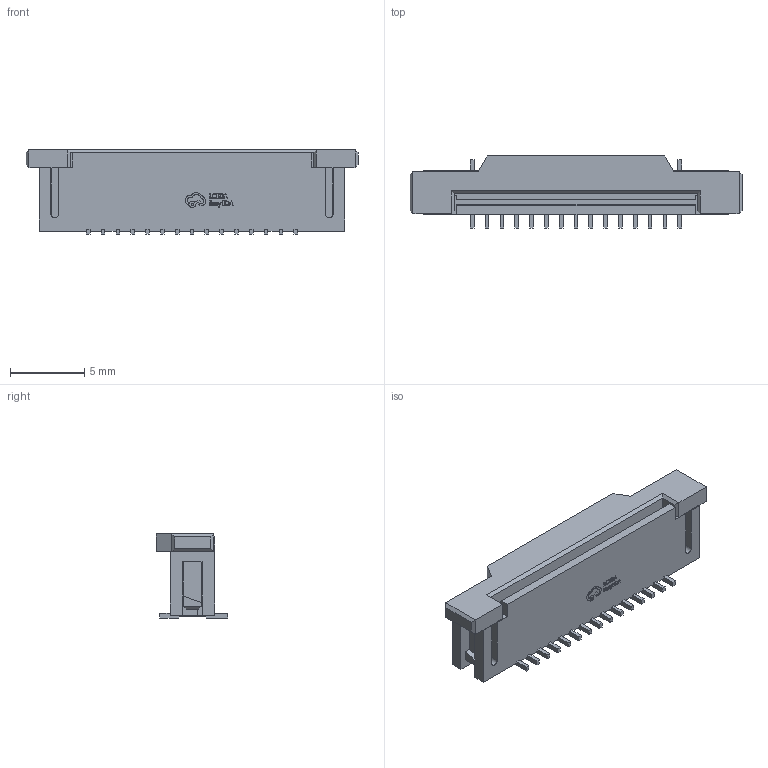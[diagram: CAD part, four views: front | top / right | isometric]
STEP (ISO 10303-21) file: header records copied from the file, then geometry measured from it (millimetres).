
FILE_DESCRIPTION(('FreeCAD Model'),'2;1');
FILE_NAME('Open CASCADE Shape Model','2024-04-13T16:45:46',(''),(''), 'Open CASCADE STEP processor 7.6','FreeCAD','Unknown');
FILE_SCHEMA(('AUTOMOTIVE_DESIGN { 1 0 10303 214 1 1 1 1 }'));
Length unit declared in the file: millimetre
Products named in the file (17): Y1; CONN-SMD_1-1734248-006; COMPOUND030; COMPOUND016; COMPOUND017; COMPOUND018; COMPOUND019; COMPOUND020; COMPOUND021; COMPOUND022; COMPOUND023; COMPOUND024; COMPOUND025; COMPOUND026; COMPOUND027; COMPOUND028; COMPOUND029
Assembly tree (16 placements, depth 4):
  Y1
    CONN-SMD_1-1734248-006
      COMPOUND030
        COMPOUND016
        COMPOUND017
        COMPOUND018
        COMPOUND019
        COMPOUND020
        COMPOUND021
        COMPOUND022
        COMPOUND023
        COMPOUND024
        COMPOUND025
        COMPOUND026
        COMPOUND027
        COMPOUND028
        COMPOUND029
Bounding box: 22.4 x 4.85 x 5.68 mm (x, y, z)
Volume: 302.8 mm3; surface area: 746.8 mm2
Topology: 14 solids, 14 shells, 702 faces, 2019 edges, 1340 vertices
Faces by surface type: plane 586, bspline 112, cylinder 4
Entity records: 27622 total; most frequent: CARTESIAN_POINT 6182, ORIENTED_EDGE 4038, DIRECTION 3013, EDGE_CURVE 2019, LINE 1783, VECTOR 1783, VERTEX_POINT 1340, FACE_BOUND 751
